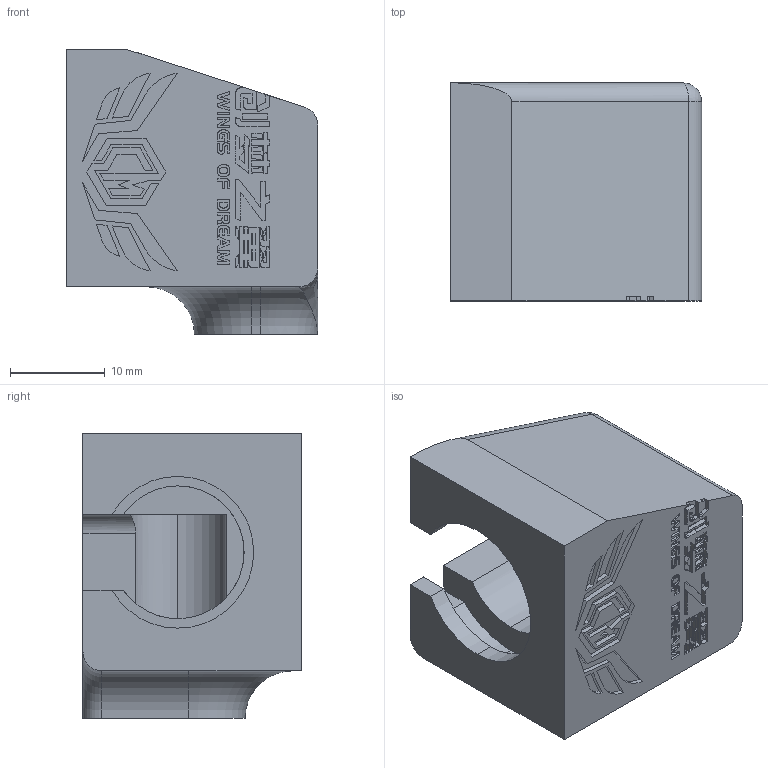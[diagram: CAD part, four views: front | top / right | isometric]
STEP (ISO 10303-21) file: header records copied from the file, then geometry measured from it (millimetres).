
FILE_DESCRIPTION (( 'STEP AP203' ), '1' );
FILE_NAME ('猀諷ん悵誘赻蚚唳.STEP', '2024-03-31T03:48:55', ( '' ), ( '' ), 'SwSTEP 2.0', 'SolidWorks 2022', '' );
FILE_SCHEMA (( 'CONFIG_CONTROL_DESIGN' ));
Length unit declared in the file: millimetre
Products named in the file (1): 猀諷ん悵誘赻蚚唳
Bounding box: 26.5 x 23 x 30 mm (x, y, z)
Volume: 8903.3 mm3; surface area: 5051.4 mm2
Topology: 1 solids, 1 shells, 1225 faces, 3517 edges, 2341 vertices
Faces by surface type: cylinder 756, plane 458, bspline 7, torus 3, sphere 1
Entity records: 40939 total; most frequent: DIRECTION 7450, CARTESIAN_POINT 7295, ORIENTED_EDGE 7030, EDGE_CURVE 3515, AXIS2_PLACEMENT_3D 2734, VERTEX_POINT 2341, VECTOR 1982, LINE 1982
